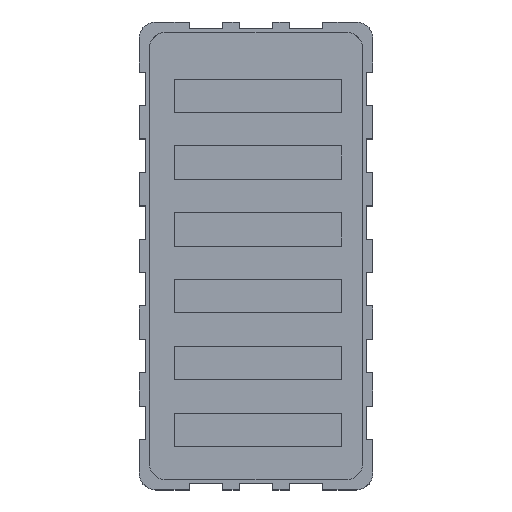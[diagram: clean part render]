
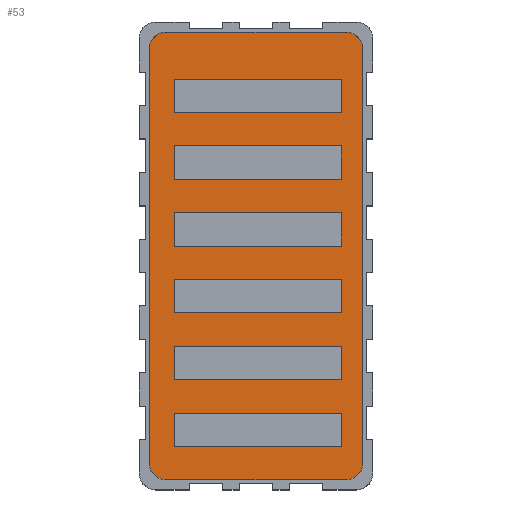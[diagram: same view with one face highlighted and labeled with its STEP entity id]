
A CAD part, top view. The second image highlights one B-rep face of the part: STEP entity #53.
In plain terms, the highlighted planar face has unit normal (0, 0, 1).
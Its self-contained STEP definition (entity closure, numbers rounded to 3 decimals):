
#53=ADVANCED_FACE('',(#1142,#1144,#1146,#1148,#1150,#1152,#1154),#1156,.T.);
#1142=FACE_BOUND('',#1143,.T.);
#1143=EDGE_LOOP('',(#2003,#2004,#2005,#2006,#2007,#2008,#2009,#2010));
#1144=FACE_BOUND('',#1145,.T.);
#1145=EDGE_LOOP('',(#2011,#2012,#2013,#2014));
#1146=FACE_BOUND('',#1147,.T.);
#1147=EDGE_LOOP('',(#2015,#2016,#2017,#2018));
#1148=FACE_BOUND('',#1149,.T.);
#1149=EDGE_LOOP('',(#2019,#2020,#2021,#2022));
#1150=FACE_BOUND('',#1151,.T.);
#1151=EDGE_LOOP('',(#2023,#2024,#2025,#2026));
#1152=FACE_BOUND('',#1153,.T.);
#1153=EDGE_LOOP('',(#2027,#2028,#2029,#2030));
#1154=FACE_BOUND('',#1155,.T.);
#1155=EDGE_LOOP('',(#2031,#2032,#2033,#2034));
#1156=PLANE('',#1157);
#1157=AXIS2_PLACEMENT_3D('',#1158,#1159,#1160);
#1158=CARTESIAN_POINT('',(0.,0.,3.));
#1159=DIRECTION('',(0.,0.,1.));
#1160=DIRECTION('',(-1.,0.,0.));
#2003=ORIENTED_EDGE('',*,*,#2675,.F.);
#2004=ORIENTED_EDGE('',*,*,#2676,.T.);
#2005=ORIENTED_EDGE('',*,*,#2677,.F.);
#2006=ORIENTED_EDGE('',*,*,#2678,.T.);
#2007=ORIENTED_EDGE('',*,*,#2679,.F.);
#2008=ORIENTED_EDGE('',*,*,#2680,.T.);
#2009=ORIENTED_EDGE('',*,*,#2681,.F.);
#2010=ORIENTED_EDGE('',*,*,#2682,.T.);
#2011=ORIENTED_EDGE('',*,*,#2683,.T.);
#2012=ORIENTED_EDGE('',*,*,#2684,.T.);
#2013=ORIENTED_EDGE('',*,*,#2685,.T.);
#2014=ORIENTED_EDGE('',*,*,#2686,.T.);
#2015=ORIENTED_EDGE('',*,*,#2687,.T.);
#2016=ORIENTED_EDGE('',*,*,#2688,.T.);
#2017=ORIENTED_EDGE('',*,*,#2689,.T.);
#2018=ORIENTED_EDGE('',*,*,#2690,.T.);
#2019=ORIENTED_EDGE('',*,*,#2691,.T.);
#2020=ORIENTED_EDGE('',*,*,#2692,.T.);
#2021=ORIENTED_EDGE('',*,*,#2693,.T.);
#2022=ORIENTED_EDGE('',*,*,#2694,.T.);
#2023=ORIENTED_EDGE('',*,*,#2695,.T.);
#2024=ORIENTED_EDGE('',*,*,#2696,.T.);
#2025=ORIENTED_EDGE('',*,*,#2697,.T.);
#2026=ORIENTED_EDGE('',*,*,#2698,.T.);
#2027=ORIENTED_EDGE('',*,*,#2699,.T.);
#2028=ORIENTED_EDGE('',*,*,#2700,.T.);
#2029=ORIENTED_EDGE('',*,*,#2701,.T.);
#2030=ORIENTED_EDGE('',*,*,#2702,.T.);
#2031=ORIENTED_EDGE('',*,*,#2703,.T.);
#2032=ORIENTED_EDGE('',*,*,#2704,.T.);
#2033=ORIENTED_EDGE('',*,*,#2705,.T.);
#2034=ORIENTED_EDGE('',*,*,#2706,.T.);
#2675=EDGE_CURVE('',#3011,#3012,#3013,.F.);
#2676=EDGE_CURVE('',#3011,#3014,#3015,.T.);
#2677=EDGE_CURVE('',#3016,#3014,#3017,.F.);
#2678=EDGE_CURVE('',#3016,#3018,#3019,.T.);
#2679=EDGE_CURVE('',#3020,#3018,#3021,.F.);
#2680=EDGE_CURVE('',#3020,#3022,#3023,.T.);
#2681=EDGE_CURVE('',#3024,#3022,#3025,.F.);
#2682=EDGE_CURVE('',#3024,#3012,#3026,.T.);
#2683=EDGE_CURVE('',#3027,#3028,#3029,.F.);
#2684=EDGE_CURVE('',#3028,#3030,#3031,.F.);
#2685=EDGE_CURVE('',#3030,#3032,#3033,.F.);
#2686=EDGE_CURVE('',#3032,#3027,#3034,.F.);
#2687=EDGE_CURVE('',#3035,#3036,#3037,.F.);
#2688=EDGE_CURVE('',#3036,#3038,#3039,.F.);
#2689=EDGE_CURVE('',#3038,#3040,#3041,.F.);
#2690=EDGE_CURVE('',#3040,#3035,#3042,.F.);
#2691=EDGE_CURVE('',#3043,#3044,#3045,.F.);
#2692=EDGE_CURVE('',#3044,#3046,#3047,.F.);
#2693=EDGE_CURVE('',#3046,#3048,#3049,.F.);
#2694=EDGE_CURVE('',#3048,#3043,#3050,.F.);
#2695=EDGE_CURVE('',#3051,#3052,#3053,.F.);
#2696=EDGE_CURVE('',#3052,#3054,#3055,.F.);
#2697=EDGE_CURVE('',#3054,#3056,#3057,.F.);
#2698=EDGE_CURVE('',#3056,#3051,#3058,.F.);
#2699=EDGE_CURVE('',#3059,#3060,#3061,.F.);
#2700=EDGE_CURVE('',#3060,#3062,#3063,.F.);
#2701=EDGE_CURVE('',#3062,#3064,#3065,.F.);
#2702=EDGE_CURVE('',#3064,#3059,#3066,.F.);
#2703=EDGE_CURVE('',#3067,#3068,#3069,.F.);
#2704=EDGE_CURVE('',#3068,#3070,#3071,.F.);
#2705=EDGE_CURVE('',#3070,#3072,#3073,.F.);
#2706=EDGE_CURVE('',#3072,#3067,#3074,.F.);
#3011=VERTEX_POINT('',#3571);
#3012=VERTEX_POINT('',#3572);
#3013=CIRCLE('',#3573,5.);
#3014=VERTEX_POINT('',#3577);
#3015=LINE('',#3578,#3579);
#3016=VERTEX_POINT('',#3581);
#3017=CIRCLE('',#3582,5.);
#3018=VERTEX_POINT('',#3586);
#3019=LINE('',#3587,#3588);
#3020=VERTEX_POINT('',#3590);
#3021=CIRCLE('',#3591,5.);
#3022=VERTEX_POINT('',#3595);
#3023=LINE('',#3596,#3597);
#3024=VERTEX_POINT('',#3599);
#3025=CIRCLE('',#3600,5.);
#3026=LINE('',#3604,#3605);
#3027=VERTEX_POINT('',#3607);
#3028=VERTEX_POINT('',#3608);
#3029=LINE('',#3609,#3610);
#3030=VERTEX_POINT('',#3612);
#3031=LINE('',#3613,#3614);
#3032=VERTEX_POINT('',#3616);
#3033=LINE('',#3617,#3618);
#3034=LINE('',#3620,#3621);
#3035=VERTEX_POINT('',#3623);
#3036=VERTEX_POINT('',#3624);
#3037=LINE('',#3625,#3626);
#3038=VERTEX_POINT('',#3628);
#3039=LINE('',#3629,#3630);
#3040=VERTEX_POINT('',#3632);
#3041=LINE('',#3633,#3634);
#3042=LINE('',#3636,#3637);
#3043=VERTEX_POINT('',#3639);
#3044=VERTEX_POINT('',#3640);
#3045=LINE('',#3641,#3642);
#3046=VERTEX_POINT('',#3644);
#3047=LINE('',#3645,#3646);
#3048=VERTEX_POINT('',#3648);
#3049=LINE('',#3649,#3650);
#3050=LINE('',#3652,#3653);
#3051=VERTEX_POINT('',#3655);
#3052=VERTEX_POINT('',#3656);
#3053=LINE('',#3657,#3658);
#3054=VERTEX_POINT('',#3660);
#3055=LINE('',#3661,#3662);
#3056=VERTEX_POINT('',#3664);
#3057=LINE('',#3665,#3666);
#3058=LINE('',#3668,#3669);
#3059=VERTEX_POINT('',#3671);
#3060=VERTEX_POINT('',#3672);
#3061=LINE('',#3673,#3674);
#3062=VERTEX_POINT('',#3676);
#3063=LINE('',#3677,#3678);
#3064=VERTEX_POINT('',#3680);
#3065=LINE('',#3681,#3682);
#3066=LINE('',#3684,#3685);
#3067=VERTEX_POINT('',#3687);
#3068=VERTEX_POINT('',#3688);
#3069=LINE('',#3689,#3690);
#3070=VERTEX_POINT('',#3692);
#3071=LINE('',#3693,#3694);
#3072=VERTEX_POINT('',#3696);
#3073=LINE('',#3697,#3698);
#3074=LINE('',#3700,#3701);
#3571=CARTESIAN_POINT('',(-27.,-67.,3.));
#3572=CARTESIAN_POINT('',(-32.,-62.,3.));
#3573=AXIS2_PLACEMENT_3D('',#3574,#3575,#3576);
#3574=CARTESIAN_POINT('',(-27.,-62.,3.));
#3575=DIRECTION('',(0.,0.,1.));
#3576=DIRECTION('',(-1.,0.,0.));
#3577=CARTESIAN_POINT('',(27.,-67.,3.));
#3578=CARTESIAN_POINT('',(-27.,-67.,3.));
#3579=VECTOR('',#3580,1.);
#3580=DIRECTION('',(1.,0.,0.));
#3581=CARTESIAN_POINT('',(32.,-62.,3.));
#3582=AXIS2_PLACEMENT_3D('',#3583,#3584,#3585);
#3583=CARTESIAN_POINT('',(27.,-62.,3.));
#3584=DIRECTION('',(0.,0.,1.));
#3585=DIRECTION('',(0.,-1.,0.));
#3586=CARTESIAN_POINT('',(32.,62.,3.));
#3587=CARTESIAN_POINT('',(32.,-62.,3.));
#3588=VECTOR('',#3589,1.);
#3589=DIRECTION('',(0.,1.,0.));
#3590=CARTESIAN_POINT('',(27.,67.,3.));
#3591=AXIS2_PLACEMENT_3D('',#3592,#3593,#3594);
#3592=CARTESIAN_POINT('',(27.,62.,3.));
#3593=DIRECTION('',(0.,0.,1.));
#3594=DIRECTION('',(1.,0.,0.));
#3595=CARTESIAN_POINT('',(-27.,67.,3.));
#3596=CARTESIAN_POINT('',(27.,67.,3.));
#3597=VECTOR('',#3598,1.);
#3598=DIRECTION('',(-1.,0.,0.));
#3599=CARTESIAN_POINT('',(-32.,62.,3.));
#3600=AXIS2_PLACEMENT_3D('',#3601,#3602,#3603);
#3601=CARTESIAN_POINT('',(-27.,62.,3.));
#3602=DIRECTION('',(0.,0.,1.));
#3603=DIRECTION('',(0.,1.,0.));
#3604=CARTESIAN_POINT('',(-32.,62.,3.));
#3605=VECTOR('',#3606,1.);
#3606=DIRECTION('',(0.,-1.,0.));
#3607=CARTESIAN_POINT('',(-24.5,-27.,3.));
#3608=CARTESIAN_POINT('',(25.5,-27.,3.));
#3609=CARTESIAN_POINT('',(25.5,-27.,3.));
#3610=VECTOR('',#3611,1.);
#3611=DIRECTION('',(-1.,0.,0.));
#3612=CARTESIAN_POINT('',(25.5,-37.,3.));
#3613=CARTESIAN_POINT('',(25.5,-37.,3.));
#3614=VECTOR('',#3615,1.);
#3615=DIRECTION('',(0.,1.,0.));
#3616=CARTESIAN_POINT('',(-24.5,-37.,3.));
#3617=CARTESIAN_POINT('',(-24.5,-37.,3.));
#3618=VECTOR('',#3619,1.);
#3619=DIRECTION('',(1.,0.,0.));
#3620=CARTESIAN_POINT('',(-24.5,-27.,3.));
#3621=VECTOR('',#3622,1.);
#3622=DIRECTION('',(0.,-1.,0.));
#3623=CARTESIAN_POINT('',(-24.5,-7.,3.));
#3624=CARTESIAN_POINT('',(25.5,-7.,3.));
#3625=CARTESIAN_POINT('',(25.5,-7.,3.));
#3626=VECTOR('',#3627,1.);
#3627=DIRECTION('',(-1.,0.,0.));
#3628=CARTESIAN_POINT('',(25.5,-17.,3.));
#3629=CARTESIAN_POINT('',(25.5,-17.,3.));
#3630=VECTOR('',#3631,1.);
#3631=DIRECTION('',(0.,1.,0.));
#3632=CARTESIAN_POINT('',(-24.5,-17.,3.));
#3633=CARTESIAN_POINT('',(-24.5,-17.,3.));
#3634=VECTOR('',#3635,1.);
#3635=DIRECTION('',(1.,0.,0.));
#3636=CARTESIAN_POINT('',(-24.5,-7.,3.));
#3637=VECTOR('',#3638,1.);
#3638=DIRECTION('',(0.,-1.,0.));
#3639=CARTESIAN_POINT('',(-24.5,13.,3.));
#3640=CARTESIAN_POINT('',(25.5,13.,3.));
#3641=CARTESIAN_POINT('',(25.5,13.,3.));
#3642=VECTOR('',#3643,1.);
#3643=DIRECTION('',(-1.,0.,0.));
#3644=CARTESIAN_POINT('',(25.5,3.,3.));
#3645=CARTESIAN_POINT('',(25.5,3.,3.));
#3646=VECTOR('',#3647,1.);
#3647=DIRECTION('',(0.,1.,0.));
#3648=CARTESIAN_POINT('',(-24.5,3.,3.));
#3649=CARTESIAN_POINT('',(-24.5,3.,3.));
#3650=VECTOR('',#3651,1.);
#3651=DIRECTION('',(1.,0.,0.));
#3652=CARTESIAN_POINT('',(-24.5,13.,3.));
#3653=VECTOR('',#3654,1.);
#3654=DIRECTION('',(0.,-1.,0.));
#3655=CARTESIAN_POINT('',(-24.5,33.,3.));
#3656=CARTESIAN_POINT('',(25.5,33.,3.));
#3657=CARTESIAN_POINT('',(25.5,33.,3.));
#3658=VECTOR('',#3659,1.);
#3659=DIRECTION('',(-1.,0.,0.));
#3660=CARTESIAN_POINT('',(25.5,23.,3.));
#3661=CARTESIAN_POINT('',(25.5,23.,3.));
#3662=VECTOR('',#3663,1.);
#3663=DIRECTION('',(0.,1.,0.));
#3664=CARTESIAN_POINT('',(-24.5,23.,3.));
#3665=CARTESIAN_POINT('',(-24.5,23.,3.));
#3666=VECTOR('',#3667,1.);
#3667=DIRECTION('',(1.,0.,0.));
#3668=CARTESIAN_POINT('',(-24.5,33.,3.));
#3669=VECTOR('',#3670,1.);
#3670=DIRECTION('',(0.,-1.,0.));
#3671=CARTESIAN_POINT('',(-24.5,53.,3.));
#3672=CARTESIAN_POINT('',(25.5,53.,3.));
#3673=CARTESIAN_POINT('',(25.5,53.,3.));
#3674=VECTOR('',#3675,1.);
#3675=DIRECTION('',(-1.,0.,0.));
#3676=CARTESIAN_POINT('',(25.5,43.,3.));
#3677=CARTESIAN_POINT('',(25.5,43.,3.));
#3678=VECTOR('',#3679,1.);
#3679=DIRECTION('',(0.,1.,0.));
#3680=CARTESIAN_POINT('',(-24.5,43.,3.));
#3681=CARTESIAN_POINT('',(-24.5,43.,3.));
#3682=VECTOR('',#3683,1.);
#3683=DIRECTION('',(1.,0.,0.));
#3684=CARTESIAN_POINT('',(-24.5,53.,3.));
#3685=VECTOR('',#3686,1.);
#3686=DIRECTION('',(0.,-1.,0.));
#3687=CARTESIAN_POINT('',(-24.5,-47.,3.));
#3688=CARTESIAN_POINT('',(25.5,-47.,3.));
#3689=CARTESIAN_POINT('',(25.5,-47.,3.));
#3690=VECTOR('',#3691,1.);
#3691=DIRECTION('',(-1.,0.,0.));
#3692=CARTESIAN_POINT('',(25.5,-57.,3.));
#3693=CARTESIAN_POINT('',(25.5,-57.,3.));
#3694=VECTOR('',#3695,1.);
#3695=DIRECTION('',(0.,1.,0.));
#3696=CARTESIAN_POINT('',(-24.5,-57.,3.));
#3697=CARTESIAN_POINT('',(-24.5,-57.,3.));
#3698=VECTOR('',#3699,1.);
#3699=DIRECTION('',(1.,0.,0.));
#3700=CARTESIAN_POINT('',(-24.5,-47.,3.));
#3701=VECTOR('',#3702,1.);
#3702=DIRECTION('',(0.,-1.,0.));
